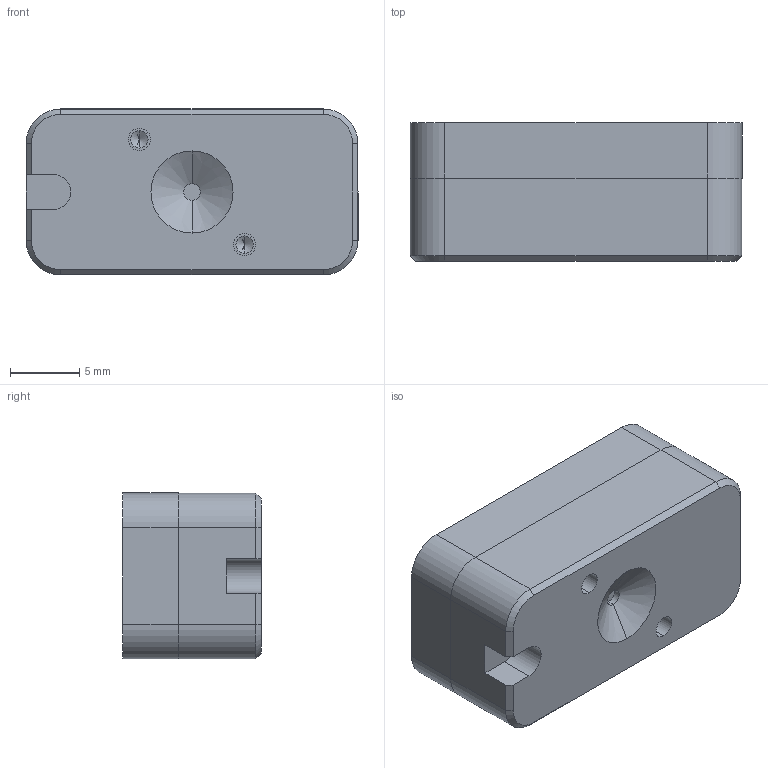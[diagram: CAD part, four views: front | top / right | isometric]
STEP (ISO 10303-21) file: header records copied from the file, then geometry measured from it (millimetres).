
FILE_DESCRIPTION (( 'STEP AP214' ), '1' );
FILE_NAME ('S121201.STEP', '2019-08-23T19:12:59', ( '' ), ( '' ), 'SwSTEP 2.0', 'SolidWorks 2019', '' );
FILE_SCHEMA (( 'AUTOMOTIVE_DESIGN' ));
Length unit declared in the file: inch
Products named in the file (1): S121201
Bounding box: 24 x 10 x 12 mm (x, y, z)
Volume: 2731.8 mm3; surface area: 1907.1 mm2
Topology: 2 solids, 2 shells, 59 faces, 137 edges, 83 vertices
Faces by surface type: plane 24, cylinder 23, cone 12
Entity records: 2451 total; most frequent: DIRECTION 303, CARTESIAN_POINT 274, ORIENTED_EDGE 262, EDGE_CURVE 131, AXIS2_PLACEMENT_3D 112, VERTEX_POINT 83, LINE 79, VECTOR 79
